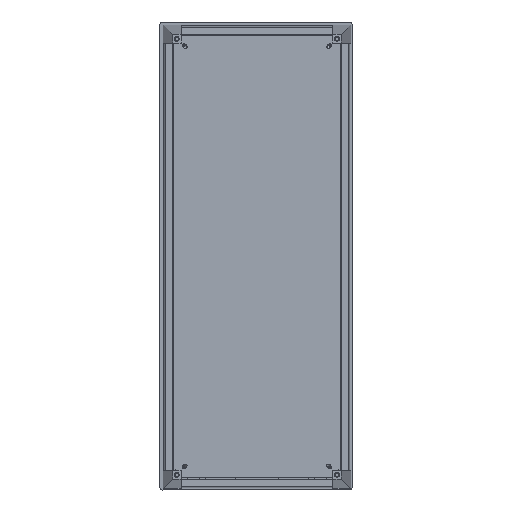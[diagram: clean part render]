
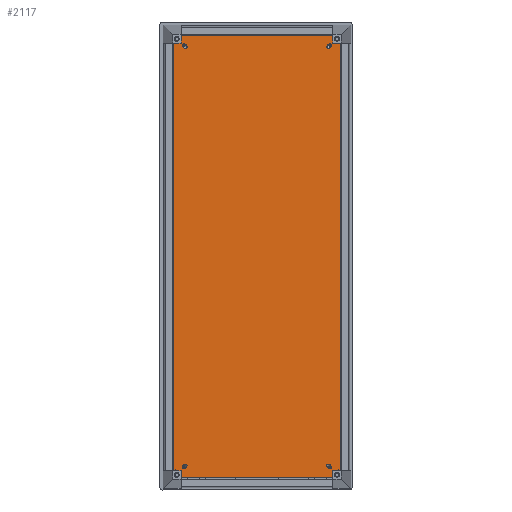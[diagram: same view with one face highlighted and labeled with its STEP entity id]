
A CAD part, front view. The second image highlights one B-rep face of the part: STEP entity #2117.
In plain terms, the highlighted planar face has unit normal (0, -1, 0).
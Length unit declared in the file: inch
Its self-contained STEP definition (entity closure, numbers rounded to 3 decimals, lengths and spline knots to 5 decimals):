
#141=ELLIPSE('',#2462,0.26517,0.1875);
#144=ELLIPSE('',#2470,0.26517,0.1875);
#147=ELLIPSE('',#2478,0.26517,0.1875);
#148=ELLIPSE('',#2485,0.26517,0.1875);
#239=FACE_BOUND('',#620,.T.);
#240=FACE_BOUND('',#621,.T.);
#241=FACE_BOUND('',#622,.T.);
#242=FACE_BOUND('',#623,.T.);
#293=CIRCLE('',#2499,0.1875);
#294=CIRCLE('',#2501,0.1875);
#295=CIRCLE('',#2506,0.1875);
#296=CIRCLE('',#2509,0.1875);
#297=CIRCLE('',#2514,0.1875);
#298=CIRCLE('',#2516,0.1875);
#299=CIRCLE('',#2521,0.1875);
#300=CIRCLE('',#2523,0.1875);
#446=FACE_OUTER_BOUND('',#619,.T.);
#619=EDGE_LOOP('',(#1774,#1775,#1776,#1777,#1778,#1779,#1780,#1781,#1782,
#1783,#1784,#1785,#1786,#1787,#1788,#1789,#1790,#1791,#1792,#1793,#1794,
#1795,#1796,#1797));
#620=EDGE_LOOP('',(#1798));
#621=EDGE_LOOP('',(#1799));
#622=EDGE_LOOP('',(#1800));
#623=EDGE_LOOP('',(#1801));
#729=LINE('',#3555,#895);
#734=LINE('',#3565,#900);
#739=LINE('',#3575,#905);
#756=LINE('',#3629,#922);
#760=LINE('',#3640,#926);
#762=LINE('',#3644,#928);
#764=LINE('',#3648,#930);
#768=LINE('',#3657,#934);
#770=LINE('',#3664,#936);
#772=LINE('',#3668,#938);
#774=LINE('',#3672,#940);
#777=LINE('',#3682,#943);
#779=LINE('',#3686,#945);
#781=LINE('',#3690,#947);
#784=LINE('',#3700,#950);
#786=LINE('',#3703,#952);
#895=VECTOR('',#2925,0.3937);
#900=VECTOR('',#2932,0.3937);
#905=VECTOR('',#2939,0.3937);
#922=VECTOR('',#2984,0.3937);
#926=VECTOR('',#2998,0.3937);
#928=VECTOR('',#3002,0.3937);
#930=VECTOR('',#3006,0.3937);
#934=VECTOR('',#3016,0.3937);
#936=VECTOR('',#3024,0.3937);
#938=VECTOR('',#3028,0.3937);
#940=VECTOR('',#3032,0.3937);
#943=VECTOR('',#3045,0.3937);
#945=VECTOR('',#3049,0.3937);
#947=VECTOR('',#3053,0.3937);
#950=VECTOR('',#3066,0.3937);
#952=VECTOR('',#3070,0.3937);
#1073=VERTEX_POINT('',#3518);
#1078=VERTEX_POINT('',#3531);
#1083=VERTEX_POINT('',#3544);
#1086=VERTEX_POINT('',#3552);
#1087=VERTEX_POINT('',#3554);
#1090=VERTEX_POINT('',#3562);
#1091=VERTEX_POINT('',#3564);
#1094=VERTEX_POINT('',#3572);
#1095=VERTEX_POINT('',#3574);
#1097=VERTEX_POINT('',#3580);
#1117=VERTEX_POINT('',#3627);
#1118=VERTEX_POINT('',#3628);
#1119=VERTEX_POINT('',#3635);
#1120=VERTEX_POINT('',#3639);
#1121=VERTEX_POINT('',#3643);
#1122=VERTEX_POINT('',#3647);
#1123=VERTEX_POINT('',#3651);
#1124=VERTEX_POINT('',#3655);
#1125=VERTEX_POINT('',#3659);
#1126=VERTEX_POINT('',#3663);
#1127=VERTEX_POINT('',#3667);
#1128=VERTEX_POINT('',#3671);
#1129=VERTEX_POINT('',#3677);
#1130=VERTEX_POINT('',#3681);
#1131=VERTEX_POINT('',#3685);
#1132=VERTEX_POINT('',#3689);
#1133=VERTEX_POINT('',#3695);
#1134=VERTEX_POINT('',#3699);
#1275=EDGE_CURVE('',#1073,#1073,#141,.T.);
#1280=EDGE_CURVE('',#1078,#1078,#144,.T.);
#1285=EDGE_CURVE('',#1083,#1083,#147,.T.);
#1289=EDGE_CURVE('',#1086,#1087,#729,.T.);
#1294=EDGE_CURVE('',#1090,#1091,#734,.T.);
#1299=EDGE_CURVE('',#1094,#1095,#739,.T.);
#1302=EDGE_CURVE('',#1097,#1097,#148,.T.);
#1326=EDGE_CURVE('',#1117,#1118,#756,.T.);
#1329=EDGE_CURVE('',#1095,#1117,#293,.T.);
#1330=EDGE_CURVE('',#1119,#1094,#294,.T.);
#1332=EDGE_CURVE('',#1120,#1119,#760,.T.);
#1334=EDGE_CURVE('',#1121,#1120,#762,.T.);
#1336=EDGE_CURVE('',#1122,#1121,#764,.T.);
#1338=EDGE_CURVE('',#1123,#1122,#295,.T.);
#1341=EDGE_CURVE('',#1124,#1123,#768,.T.);
#1342=EDGE_CURVE('',#1125,#1124,#296,.T.);
#1344=EDGE_CURVE('',#1126,#1125,#770,.T.);
#1346=EDGE_CURVE('',#1127,#1126,#772,.T.);
#1348=EDGE_CURVE('',#1128,#1127,#774,.T.);
#1350=EDGE_CURVE('',#1087,#1128,#297,.T.);
#1351=EDGE_CURVE('',#1129,#1086,#298,.T.);
#1353=EDGE_CURVE('',#1130,#1129,#777,.T.);
#1355=EDGE_CURVE('',#1131,#1130,#779,.T.);
#1357=EDGE_CURVE('',#1132,#1131,#781,.T.);
#1359=EDGE_CURVE('',#1091,#1132,#299,.T.);
#1360=EDGE_CURVE('',#1133,#1090,#300,.T.);
#1362=EDGE_CURVE('',#1134,#1133,#784,.T.);
#1364=EDGE_CURVE('',#1118,#1134,#786,.T.);
#1774=ORIENTED_EDGE('',*,*,#1364,.F.);
#1775=ORIENTED_EDGE('',*,*,#1326,.F.);
#1776=ORIENTED_EDGE('',*,*,#1329,.F.);
#1777=ORIENTED_EDGE('',*,*,#1299,.F.);
#1778=ORIENTED_EDGE('',*,*,#1330,.F.);
#1779=ORIENTED_EDGE('',*,*,#1332,.F.);
#1780=ORIENTED_EDGE('',*,*,#1334,.F.);
#1781=ORIENTED_EDGE('',*,*,#1336,.F.);
#1782=ORIENTED_EDGE('',*,*,#1338,.F.);
#1783=ORIENTED_EDGE('',*,*,#1341,.F.);
#1784=ORIENTED_EDGE('',*,*,#1342,.F.);
#1785=ORIENTED_EDGE('',*,*,#1344,.F.);
#1786=ORIENTED_EDGE('',*,*,#1346,.F.);
#1787=ORIENTED_EDGE('',*,*,#1348,.F.);
#1788=ORIENTED_EDGE('',*,*,#1350,.F.);
#1789=ORIENTED_EDGE('',*,*,#1289,.F.);
#1790=ORIENTED_EDGE('',*,*,#1351,.F.);
#1791=ORIENTED_EDGE('',*,*,#1353,.F.);
#1792=ORIENTED_EDGE('',*,*,#1355,.F.);
#1793=ORIENTED_EDGE('',*,*,#1357,.F.);
#1794=ORIENTED_EDGE('',*,*,#1359,.F.);
#1795=ORIENTED_EDGE('',*,*,#1294,.F.);
#1796=ORIENTED_EDGE('',*,*,#1360,.F.);
#1797=ORIENTED_EDGE('',*,*,#1362,.F.);
#1798=ORIENTED_EDGE('',*,*,#1275,.T.);
#1799=ORIENTED_EDGE('',*,*,#1280,.T.);
#1800=ORIENTED_EDGE('',*,*,#1285,.T.);
#1801=ORIENTED_EDGE('',*,*,#1302,.T.);
#2009=PLANE('',#2526);
#2117=ADVANCED_FACE('',(#446,#239,#240,#241,#242),#2009,.F.);
#2462=AXIS2_PLACEMENT_3D('',#3519,#2883,#2884);
#2470=AXIS2_PLACEMENT_3D('',#3532,#2899,#2900);
#2478=AXIS2_PLACEMENT_3D('',#3545,#2915,#2916);
#2485=AXIS2_PLACEMENT_3D('',#3581,#2944,#2945);
#2499=AXIS2_PLACEMENT_3D('',#3633,#2989,#2990);
#2501=AXIS2_PLACEMENT_3D('',#3636,#2993,#2994);
#2506=AXIS2_PLACEMENT_3D('',#3652,#3010,#3011);
#2509=AXIS2_PLACEMENT_3D('',#3660,#3019,#3020);
#2514=AXIS2_PLACEMENT_3D('',#3675,#3036,#3037);
#2516=AXIS2_PLACEMENT_3D('',#3678,#3040,#3041);
#2521=AXIS2_PLACEMENT_3D('',#3693,#3057,#3058);
#2523=AXIS2_PLACEMENT_3D('',#3696,#3061,#3062);
#2526=AXIS2_PLACEMENT_3D('',#3704,#3071,#3072);
#2883=DIRECTION('center_axis',(0.,1.,0.));
#2884=DIRECTION('ref_axis',(0.707,0.,-0.707));
#2899=DIRECTION('center_axis',(0.,1.,0.));
#2900=DIRECTION('ref_axis',(0.707,0.,0.707));
#2915=DIRECTION('center_axis',(0.,1.,0.));
#2916=DIRECTION('ref_axis',(-0.707,0.,0.707));
#2925=DIRECTION('',(0.707,0.,0.707));
#2932=DIRECTION('',(-0.707,0.,0.707));
#2939=DIRECTION('',(-0.707,0.,-0.707));
#2944=DIRECTION('center_axis',(0.,1.,0.));
#2945=DIRECTION('ref_axis',(-0.707,0.,-0.707));
#2984=DIRECTION('',(0.,0.,-1.));
#2989=DIRECTION('center_axis',(0.,-1.,0.));
#2990=DIRECTION('ref_axis',(1.,0.,0.));
#2993=DIRECTION('center_axis',(0.,-1.,0.));
#2994=DIRECTION('ref_axis',(0.707,0.,-0.707));
#2998=DIRECTION('',(-1.,0.,0.));
#3002=DIRECTION('',(0.,0.,-1.));
#3006=DIRECTION('',(1.,0.,0.));
#3010=DIRECTION('center_axis',(0.,-1.,0.));
#3011=DIRECTION('ref_axis',(0.,0.,1.));
#3016=DIRECTION('',(0.707,0.,-0.707));
#3019=DIRECTION('center_axis',(0.,-1.,0.));
#3020=DIRECTION('ref_axis',(0.707,0.,0.707));
#3024=DIRECTION('',(0.,0.,-1.));
#3028=DIRECTION('',(1.,0.,0.));
#3032=DIRECTION('',(0.,0.,1.));
#3036=DIRECTION('center_axis',(0.,-1.,0.));
#3037=DIRECTION('ref_axis',(-1.,0.,0.));
#3040=DIRECTION('center_axis',(0.,-1.,0.));
#3041=DIRECTION('ref_axis',(-0.707,0.,0.707));
#3045=DIRECTION('',(1.,0.,0.));
#3049=DIRECTION('',(0.,0.,1.));
#3053=DIRECTION('',(-1.,0.,0.));
#3057=DIRECTION('center_axis',(0.,-1.,0.));
#3058=DIRECTION('ref_axis',(0.,0.,-1.));
#3061=DIRECTION('center_axis',(0.,-1.,0.));
#3062=DIRECTION('ref_axis',(-0.707,0.,-0.707));
#3066=DIRECTION('',(0.,0.,1.));
#3070=DIRECTION('',(-1.,0.,0.));
#3071=DIRECTION('center_axis',(0.,1.,0.));
#3072=DIRECTION('ref_axis',(0.,0.,1.));
#3518=CARTESIAN_POINT('',(-35.51218,0.,7.51218));
#3519=CARTESIAN_POINT('Origin',(-35.32468,0.,7.32468));
#3531=CARTESIAN_POINT('',(-35.51218,0.,-7.51218));
#3532=CARTESIAN_POINT('Origin',(-35.32468,0.,-7.32468));
#3544=CARTESIAN_POINT('',(7.51218,0.,-7.51218));
#3545=CARTESIAN_POINT('Origin',(7.32468,0.,-7.32468));
#3552=CARTESIAN_POINT('',(-36.13848,0.,7.74832));
#3554=CARTESIAN_POINT('',(-35.74832,0.,8.13848));
#3555=CARTESIAN_POINT('',(-36.13848,0.,7.74832));
#3562=CARTESIAN_POINT('',(-35.74832,0.,-8.13848));
#3564=CARTESIAN_POINT('',(-36.13848,0.,-7.74832));
#3565=CARTESIAN_POINT('',(-35.74832,0.,-8.13848));
#3572=CARTESIAN_POINT('',(8.13848,0.,-7.74832));
#3574=CARTESIAN_POINT('',(7.74832,0.,-8.13848));
#3575=CARTESIAN_POINT('',(8.13848,0.,-7.74832));
#3580=CARTESIAN_POINT('',(7.51218,0.,7.51218));
#3581=CARTESIAN_POINT('Origin',(7.32468,0.,7.32468));
#3627=CARTESIAN_POINT('',(7.6934,0.,-8.27107));
#3628=CARTESIAN_POINT('',(7.6934,0.,-8.4434));
#3629=CARTESIAN_POINT('',(7.6934,0.,-8.27107));
#3633=CARTESIAN_POINT('Origin',(7.8809,0.,-8.27107));
#3635=CARTESIAN_POINT('',(8.27107,0.,-7.6934));
#3636=CARTESIAN_POINT('Origin',(8.27107,0.,-7.8809));
#3639=CARTESIAN_POINT('',(8.4434,0.,-7.6934));
#3640=CARTESIAN_POINT('',(-19.5566,0.,-7.6934));
#3643=CARTESIAN_POINT('',(8.4434,0.,7.6934));
#3644=CARTESIAN_POINT('',(8.4434,0.,7.6934));
#3647=CARTESIAN_POINT('',(8.27107,0.,7.6934));
#3648=CARTESIAN_POINT('',(-19.72893,0.,7.6934));
#3651=CARTESIAN_POINT('',(8.13848,0.,7.74832));
#3652=CARTESIAN_POINT('Origin',(8.27107,0.,7.8809));
#3655=CARTESIAN_POINT('',(7.74832,0.,8.13848));
#3657=CARTESIAN_POINT('',(7.74832,0.,8.13848));
#3659=CARTESIAN_POINT('',(7.6934,0.,8.27107));
#3660=CARTESIAN_POINT('Origin',(7.8809,0.,8.27107));
#3663=CARTESIAN_POINT('',(7.6934,0.,8.4434));
#3664=CARTESIAN_POINT('',(7.6934,0.,8.4434));
#3667=CARTESIAN_POINT('',(-35.6934,0.,8.4434));
#3668=CARTESIAN_POINT('',(-35.6934,0.,8.4434));
#3671=CARTESIAN_POINT('',(-35.6934,0.,8.27107));
#3672=CARTESIAN_POINT('',(-35.6934,0.,8.27107));
#3675=CARTESIAN_POINT('Origin',(-35.8809,0.,8.27107));
#3677=CARTESIAN_POINT('',(-36.27107,0.,7.6934));
#3678=CARTESIAN_POINT('Origin',(-36.27107,0.,7.8809));
#3681=CARTESIAN_POINT('',(-36.4434,0.,7.6934));
#3682=CARTESIAN_POINT('',(-36.4434,0.,7.6934));
#3685=CARTESIAN_POINT('',(-36.4434,0.,-7.6934));
#3686=CARTESIAN_POINT('',(-36.4434,0.,-7.6934));
#3689=CARTESIAN_POINT('',(-36.27107,0.,-7.6934));
#3690=CARTESIAN_POINT('',(-36.27107,0.,-7.6934));
#3693=CARTESIAN_POINT('Origin',(-36.27107,0.,-7.8809));
#3695=CARTESIAN_POINT('',(-35.6934,0.,-8.27107));
#3696=CARTESIAN_POINT('Origin',(-35.8809,0.,-8.27107));
#3699=CARTESIAN_POINT('',(-35.6934,0.,-8.4434));
#3700=CARTESIAN_POINT('',(-35.6934,0.,-8.4434));
#3703=CARTESIAN_POINT('',(-20.3066,0.,-8.4434));
#3704=CARTESIAN_POINT('Origin',(-28.,0.,0.));
